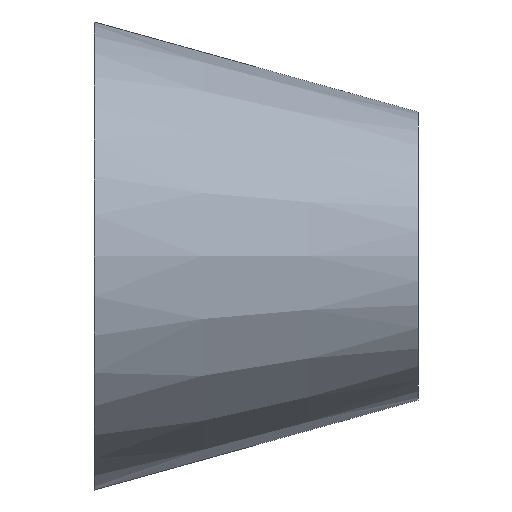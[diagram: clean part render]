
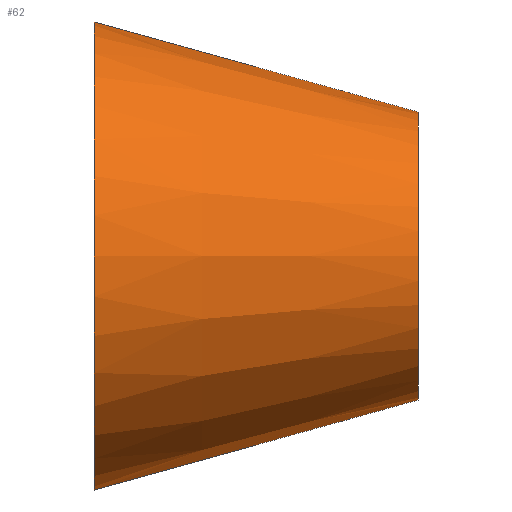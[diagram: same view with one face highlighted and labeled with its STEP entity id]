
A CAD part, front view. The second image highlights one B-rep face of the part: STEP entity #62.
In plain terms, the highlighted conical face has half-angle 15.524 degrees and reference radius 8 mm.
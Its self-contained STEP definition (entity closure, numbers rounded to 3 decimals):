
#6 = CARTESIAN_POINT ( 'NONE',  ( 0., 0., 0. ) ) ;
#8 = AXIS2_PLACEMENT_3D ( 'NONE', #6, #186, #83 ) ;
#11 = DIRECTION ( 'NONE',  ( -0.964, 0., -0.268 ) ) ;
#16 = EDGE_CURVE ( 'NONE', #156, #235, #21, .T. ) ;
#21 = CIRCLE ( 'NONE', #8, 13. ) ;
#27 = VERTEX_POINT ( 'NONE', #223 ) ;
#31 = DIRECTION ( 'NONE',  ( 0., 0., -1. ) ) ;
#43 = DIRECTION ( 'NONE',  ( -0.964, 0., 0.268 ) ) ;
#44 = AXIS2_PLACEMENT_3D ( 'NONE', #246, #106, #90 ) ;
#59 = ORIENTED_EDGE ( 'NONE', *, *, #236, .F. ) ;
#60 = VERTEX_POINT ( 'NONE', #197 ) ;
#62 = ADVANCED_FACE ( 'NONE', ( #220 ), #212, .T. ) ;
#63 = ORIENTED_EDGE ( 'NONE', *, *, #167, .F. ) ;
#67 = CARTESIAN_POINT ( 'NONE',  ( 18., 0., 0. ) ) ;
#71 = LINE ( 'NONE', #144, #190 ) ;
#80 = ORIENTED_EDGE ( 'NONE', *, *, #16, .T. ) ;
#83 = DIRECTION ( 'NONE',  ( 0., 0., -1. ) ) ;
#90 = DIRECTION ( 'NONE',  ( 0., 0., 1. ) ) ;
#98 = ORIENTED_EDGE ( 'NONE', *, *, #243, .T. ) ;
#104 = VECTOR ( 'NONE', #11, 1000. ) ;
#106 = DIRECTION ( 'NONE',  ( -1., 0., 0. ) ) ;
#136 = EDGE_LOOP ( 'NONE', ( #59, #63, #98, #80 ) ) ;
#140 = CARTESIAN_POINT ( 'NONE',  ( 0., 0., -13. ) ) ;
#143 = CARTESIAN_POINT ( 'NONE',  ( 0., 0., 13. ) ) ;
#144 = CARTESIAN_POINT ( 'NONE',  ( 18., 0., 8. ) ) ;
#156 = VERTEX_POINT ( 'NONE', #143 ) ;
#163 = LINE ( 'NONE', #181, #104 ) ;
#167 = EDGE_CURVE ( 'NONE', #60, #27, #244, .T. ) ;
#181 = CARTESIAN_POINT ( 'NONE',  ( 18., 0., -8. ) ) ;
#186 = DIRECTION ( 'NONE',  ( 1., 0., 0. ) ) ;
#189 = AXIS2_PLACEMENT_3D ( 'NONE', #67, #224, #31 ) ;
#190 = VECTOR ( 'NONE', #43, 1000. ) ;
#197 = CARTESIAN_POINT ( 'NONE',  ( 18., 0., 8. ) ) ;
#212 = CONICAL_SURFACE ( 'NONE', #44, 8., 0.271 ) ;
#220 = FACE_OUTER_BOUND ( 'NONE', #136, .T. ) ;
#223 = CARTESIAN_POINT ( 'NONE',  ( 18., 0., -8. ) ) ;
#224 = DIRECTION ( 'NONE',  ( 1., 0., 0. ) ) ;
#235 = VERTEX_POINT ( 'NONE', #140 ) ;
#236 = EDGE_CURVE ( 'NONE', #27, #235, #163, .T. ) ;
#243 = EDGE_CURVE ( 'NONE', #60, #156, #71, .T. ) ;
#244 = CIRCLE ( 'NONE', #189, 8. ) ;
#246 = CARTESIAN_POINT ( 'NONE',  ( 18., 0., 0. ) ) ;
